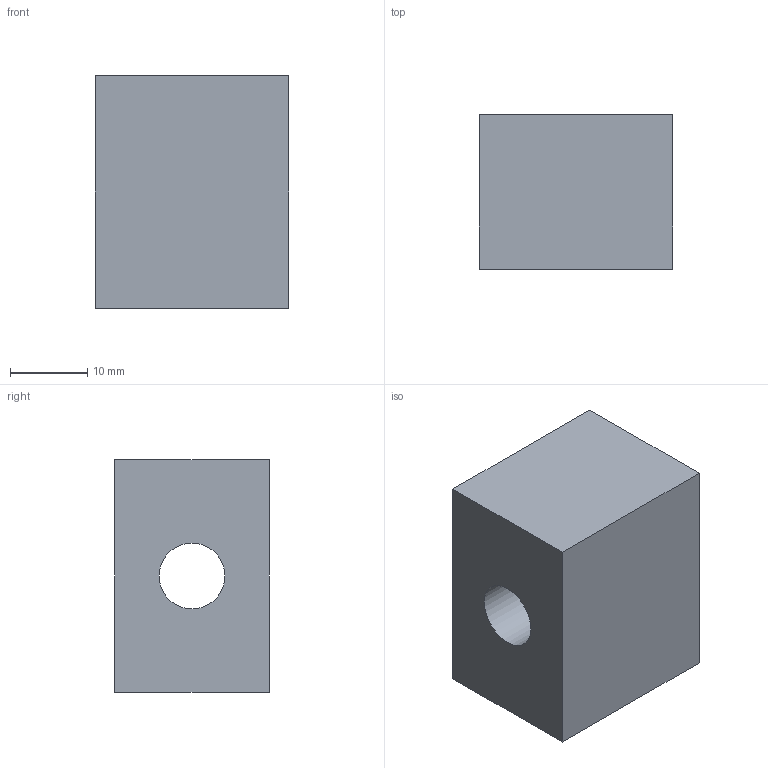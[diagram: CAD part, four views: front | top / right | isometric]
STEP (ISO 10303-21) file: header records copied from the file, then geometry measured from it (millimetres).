
FILE_DESCRIPTION(/* description */ ('RISCONTRO MAGNETE PORTA ANTA PERIMETRALE'),/* implementation_level */ '2;1');
FILE_NAME(/* name */ 'DMGRT0000005.stp',/* time_stamp */ '2022-11-24T08:28:23+01:00',/* author */ ('tecnico7'),/* organization */ (''),/* preprocessor_version */ 'ST-DEVELOPER v18.1',/* originating_system */ 'Autodesk Inventor 2022',/* authorisation */ '');
FILE_SCHEMA (('AUTOMOTIVE_DESIGN { 1 0 10303 214 3 1 1 }'));
Length unit declared in the file: millimetre
Products named in the file (1): DMGRT0000005
Bounding box: 25 x 20 x 30 mm (x, y, z)
Volume: 12803.8 mm3; surface area: 4392.3 mm2
Topology: 1 solids, 1 shells, 9 faces, 18 edges, 12 vertices
Faces by surface type: plane 7, cylinder 2
Full cylindrical faces by diameter (mm): 8.5 x1, 14 x1
Entity records: 283 total; most frequent: DIRECTION 42, CARTESIAN_POINT 40, ORIENTED_EDGE 36, EDGE_CURVE 18, LINE 14, VECTOR 14, AXIS2_PLACEMENT_3D 14, EDGE_LOOP 12
